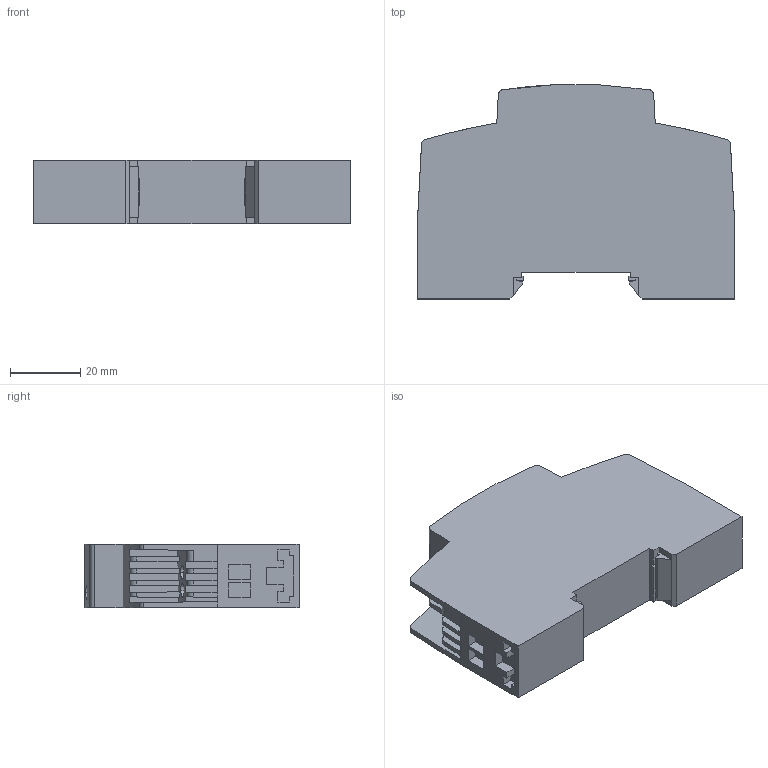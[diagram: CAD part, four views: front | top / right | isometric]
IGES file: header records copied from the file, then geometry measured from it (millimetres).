
Start section: Elysium IGES Interface
Global section: file name: 78H2868538_STEP_PS_1AC_12DC_1-select.igs; native system: Creo Elements/Direct Modeling 18.1G  27-Feb-2015; preprocessor: Creo Element/Direct IGES_3D V2.2; author: Unknown; organization: Unknown; date: 20160823.111215; units: millimetre
Bounding box: 90 x 60.83 x 18 mm (x, y, z)
Volume: 76568.3 mm3; surface area: 16838.1 mm2
Topology: 1 solids, 1 shells, 221 faces, 608 edges, 400 vertices
Faces by surface type: bspline 221
